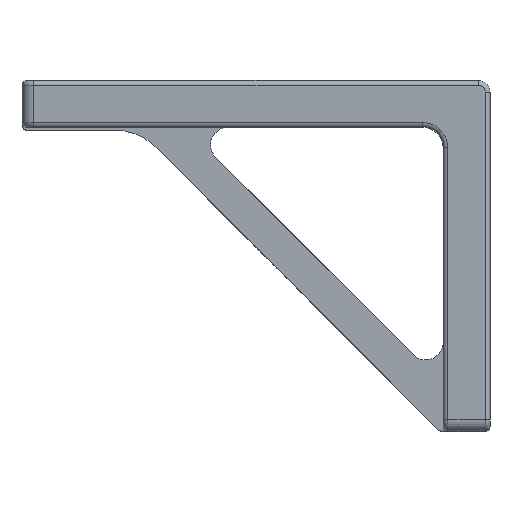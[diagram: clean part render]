
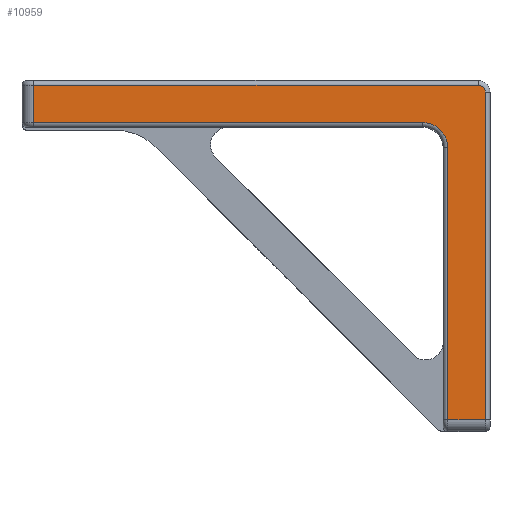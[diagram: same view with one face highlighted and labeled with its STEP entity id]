
A CAD part, left-side view. The second image highlights one B-rep face of the part: STEP entity #10959.
In plain terms, the highlighted planar face has unit normal (-1, 0, 0).
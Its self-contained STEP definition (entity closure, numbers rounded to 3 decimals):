
#347 = EDGE_CURVE ( 'NONE', #7251, #7912, #7595, .T. ) ;
#610 = VECTOR ( 'NONE', #9098, 1000. ) ;
#1026 = LINE ( 'NONE', #8428, #8384 ) ;
#1032 = CARTESIAN_POINT ( 'NONE',  ( -30., 0.8, 28. ) ) ;
#1683 = DIRECTION ( 'NONE',  ( 0., 0., -1. ) ) ;
#1779 = ORIENTED_EDGE ( 'NONE', *, *, #347, .T. ) ;
#1810 = VERTEX_POINT ( 'NONE', #9141 ) ;
#1903 = AXIS2_PLACEMENT_3D ( 'NONE', #12107, #8449, #6332 ) ;
#1939 = DIRECTION ( 'NONE',  ( 0., 0., -1. ) ) ;
#2134 = CARTESIAN_POINT ( 'NONE',  ( -30., 8., -28. ) ) ;
#2171 = DIRECTION ( 'NONE',  ( -1., 0., 0. ) ) ;
#2174 = CIRCLE ( 'NONE', #6280, 1.2 ) ;
#2266 = DIRECTION ( 'NONE',  ( 0., -1., 0. ) ) ;
#2341 = CARTESIAN_POINT ( 'NONE',  ( -30., 0.8, -30. ) ) ;
#3074 = DIRECTION ( 'NONE',  ( 1., 0., 0. ) ) ;
#3418 = CARTESIAN_POINT ( 'NONE',  ( -30., 8., 22.8 ) ) ;
#3526 = AXIS2_PLACEMENT_3D ( 'NONE', #8857, #3074, #5049 ) ;
#4440 = ORIENTED_EDGE ( 'NONE', *, *, #7430, .T. ) ;
#4570 = ORIENTED_EDGE ( 'NONE', *, *, #11174, .T. ) ;
#4571 = EDGE_CURVE ( 'NONE', #12370, #6434, #4952, .T. ) ;
#4658 = VERTEX_POINT ( 'NONE', #9484 ) ;
#4952 = CIRCLE ( 'NONE', #3526, 4.3 ) ;
#5049 = DIRECTION ( 'NONE',  ( 0., 0., -1. ) ) ;
#5068 = LINE ( 'NONE', #10424, #9922 ) ;
#5881 = CARTESIAN_POINT ( 'NONE',  ( -30., 2., 29.2 ) ) ;
#6091 = VECTOR ( 'NONE', #1939, 1000. ) ;
#6094 = CARTESIAN_POINT ( 'NONE',  ( -30., 2., 28. ) ) ;
#6239 = VECTOR ( 'NONE', #12193, 1000. ) ;
#6280 = AXIS2_PLACEMENT_3D ( 'NONE', #6094, #2171, #10026 ) ;
#6332 = DIRECTION ( 'NONE',  ( 0., 0., -1. ) ) ;
#6434 = VERTEX_POINT ( 'NONE', #10606 ) ;
#6773 = VECTOR ( 'NONE', #2266, 1000. ) ;
#7251 = VERTEX_POINT ( 'NONE', #11874 ) ;
#7311 = EDGE_CURVE ( 'NONE', #1810, #4658, #8120, .T. ) ;
#7430 = EDGE_CURVE ( 'NONE', #4658, #9212, #8275, .T. ) ;
#7595 = LINE ( 'NONE', #7709, #6091 ) ;
#7709 = CARTESIAN_POINT ( 'NONE',  ( -30., 78., 22. ) ) ;
#7886 = CARTESIAN_POINT ( 'NONE',  ( -30., 78., 22.8 ) ) ;
#7912 = VERTEX_POINT ( 'NONE', #7886 ) ;
#7990 = ORIENTED_EDGE ( 'NONE', *, *, #7311, .T. ) ;
#8120 = LINE ( 'NONE', #2134, #6773 ) ;
#8275 = LINE ( 'NONE', #2341, #610 ) ;
#8384 = VECTOR ( 'NONE', #9440, 1000. ) ;
#8428 = CARTESIAN_POINT ( 'NONE',  ( -30., 8., 29.2 ) ) ;
#8449 = DIRECTION ( 'NONE',  ( 1., 0., 0. ) ) ;
#8738 = VERTEX_POINT ( 'NONE', #5881 ) ;
#8857 = CARTESIAN_POINT ( 'NONE',  ( -30., 11.5, 18.5 ) ) ;
#8899 = EDGE_CURVE ( '����6', #8738, #7251, #1026, .T. ) ;
#9098 = DIRECTION ( 'NONE',  ( 0., 0., 1. ) ) ;
#9141 = CARTESIAN_POINT ( 'NONE',  ( -30., 7.2, -28. ) ) ;
#9212 = VERTEX_POINT ( 'NONE', #1032 ) ;
#9346 = ORIENTED_EDGE ( 'NONE', *, *, #9525, .T. ) ;
#9440 = DIRECTION ( 'NONE',  ( 0., 1., 0. ) ) ;
#9484 = CARTESIAN_POINT ( 'NONE',  ( -30., 0.8, -28. ) ) ;
#9502 = ORIENTED_EDGE ( 'NONE', *, *, #8899, .T. ) ;
#9525 = EDGE_CURVE ( 'NONE', #6434, #1810, #5068, .T. ) ;
#9922 = VECTOR ( 'NONE', #1683, 1000. ) ;
#10026 = DIRECTION ( 'NONE',  ( 0., 0., -1. ) ) ;
#10424 = CARTESIAN_POINT ( 'NONE',  ( -30., 7.2, -28. ) ) ;
#10606 = CARTESIAN_POINT ( 'NONE',  ( -30., 7.2, 18.5 ) ) ;
#10959 = ADVANCED_FACE ( '��1', ( #11233 ), #11134, .F. ) ;
#11134 = PLANE ( 'NONE',  #1903 ) ;
#11143 = CARTESIAN_POINT ( 'NONE',  ( -30., 11.5, 22.8 ) ) ;
#11174 = EDGE_CURVE ( 'NONE', #9212, #8738, #2174, .T. ) ;
#11233 = FACE_OUTER_BOUND ( 'NONE', #12310, .T. ) ;
#11837 = ORIENTED_EDGE ( 'NONE', *, *, #12289, .T. ) ;
#11874 = CARTESIAN_POINT ( 'NONE',  ( -30., 78., 29.2 ) ) ;
#11965 = LINE ( 'NONE', #3418, #6239 ) ;
#12107 = CARTESIAN_POINT ( 'NONE',  ( -30., 8., -30. ) ) ;
#12139 = ORIENTED_EDGE ( 'NONE', *, *, #4571, .T. ) ;
#12193 = DIRECTION ( 'NONE',  ( 0., -1., 0. ) ) ;
#12289 = EDGE_CURVE ( 'NONE', #7912, #12370, #11965, .T. ) ;
#12310 = EDGE_LOOP ( 'NONE', ( #4570, #9502, #1779, #11837, #12139, #9346, #7990, #4440 ) ) ;
#12370 = VERTEX_POINT ( 'NONE', #11143 ) ;
